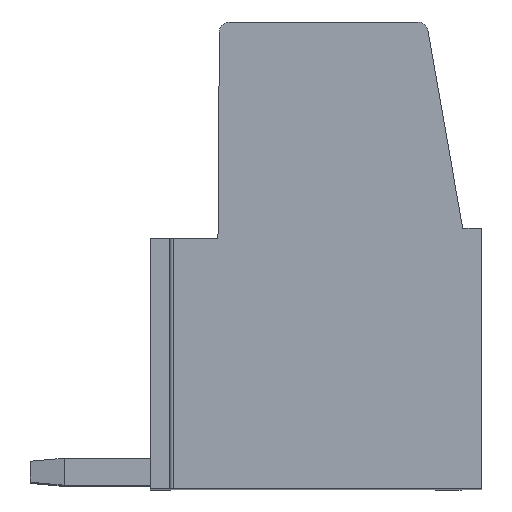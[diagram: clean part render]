
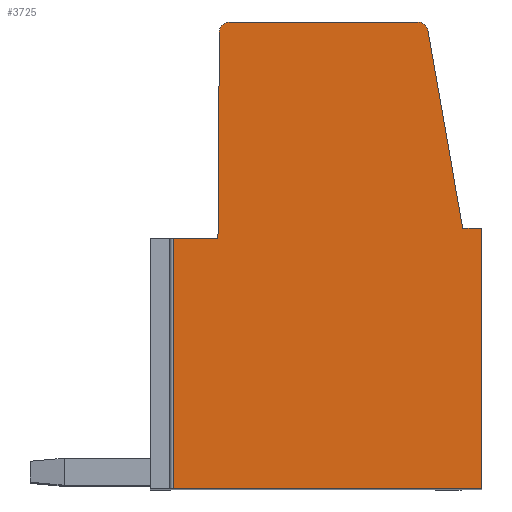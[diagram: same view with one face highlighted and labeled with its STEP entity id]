
A CAD part, top view. The second image highlights one B-rep face of the part: STEP entity #3725.
In plain terms, the highlighted planar face has unit normal (0, 0, 1).
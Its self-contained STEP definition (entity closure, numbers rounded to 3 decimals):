
#715=DIRECTION('',(0.,1.,0.));
#716=VECTOR('',#715,7.4);
#717=CARTESIAN_POINT('',(-4.225,-7.4,2.5));
#718=LINE('',#717,#716);
#719=DIRECTION('',(-1.,0.,0.));
#720=VECTOR('',#719,1.325);
#721=CARTESIAN_POINT('',(-2.9,0.,2.5));
#722=LINE('',#721,#720);
#723=DIRECTION('',(-0.007,-1.,0.));
#724=VECTOR('',#723,6.1);
#725=CARTESIAN_POINT('',(-2.859,6.1,2.5));
#726=LINE('',#725,#724);
#727=CARTESIAN_POINT('',(-2.557,6.098,2.5));
#728=DIRECTION('',(0.,0.,1.));
#729=DIRECTION('',(0.,1.,0.));
#730=AXIS2_PLACEMENT_3D('',#727,#728,#729);
#732=DIRECTION('',(-1.,0.,0.));
#733=VECTOR('',#732,5.57);
#734=CARTESIAN_POINT('',(3.013,6.4,2.5));
#735=LINE('',#734,#733);
#736=CARTESIAN_POINT('',(3.013,6.098,2.5));
#737=DIRECTION('',(0.,0.,1.));
#738=DIRECTION('',(0.985,0.173,0.));
#739=AXIS2_PLACEMENT_3D('',#736,#737,#738);
#741=DIRECTION('',(-0.173,0.985,0.));
#742=VECTOR('',#741,5.94);
#743=CARTESIAN_POINT('',(4.34,0.3,2.5));
#744=LINE('',#743,#742);
#745=DIRECTION('',(-1.,0.,0.));
#746=VECTOR('',#745,0.56);
#747=CARTESIAN_POINT('',(4.9,0.3,2.5));
#748=LINE('',#747,#746);
#749=DIRECTION('',(0.,1.,0.));
#750=VECTOR('',#749,7.7);
#751=CARTESIAN_POINT('',(4.9,-7.4,2.5));
#752=LINE('',#751,#750);
#753=DIRECTION('',(1.,0.,0.));
#754=VECTOR('',#753,9.125);
#755=CARTESIAN_POINT('',(-4.225,-7.4,2.5));
#756=LINE('',#755,#754);
#2163=CARTESIAN_POINT('',(4.9,-7.4,2.5));
#2164=CARTESIAN_POINT('',(4.9,0.3,2.5));
#2165=VERTEX_POINT('',#2163);
#2166=VERTEX_POINT('',#2164);
#2167=CARTESIAN_POINT('',(4.34,0.3,2.5));
#2168=VERTEX_POINT('',#2167);
#2169=CARTESIAN_POINT('',(3.311,6.15,2.5));
#2170=VERTEX_POINT('',#2169);
#2171=CARTESIAN_POINT('',(3.013,6.4,2.5));
#2172=VERTEX_POINT('',#2171);
#2173=CARTESIAN_POINT('',(-2.557,6.4,2.5));
#2174=VERTEX_POINT('',#2173);
#2175=CARTESIAN_POINT('',(-2.859,6.1,2.5));
#2176=VERTEX_POINT('',#2175);
#2177=CARTESIAN_POINT('',(-2.9,0.,2.5));
#2178=VERTEX_POINT('',#2177);
#2223=CARTESIAN_POINT('',(-4.225,-7.4,2.5));
#2224=CARTESIAN_POINT('',(-4.225,0.,2.5));
#2225=VERTEX_POINT('',#2223);
#2226=VERTEX_POINT('',#2224);
#3701=CARTESIAN_POINT('',(0.,0.,2.5));
#3702=DIRECTION('',(0.,0.,1.));
#3703=DIRECTION('',(1.,0.,0.));
#3704=AXIS2_PLACEMENT_3D('',#3701,#3702,#3703);
#3705=PLANE('',#3704);
#3706=ORIENTED_EDGE('',*,*,#3693,.T.);
#3707=ORIENTED_EDGE('',*,*,#2812,.F.);
#3709=ORIENTED_EDGE('',*,*,#3708,.F.);
#3711=ORIENTED_EDGE('',*,*,#3710,.F.);
#3713=ORIENTED_EDGE('',*,*,#3712,.F.);
#3715=ORIENTED_EDGE('',*,*,#3714,.F.);
#3717=ORIENTED_EDGE('',*,*,#3716,.F.);
#3719=ORIENTED_EDGE('',*,*,#3718,.F.);
#3721=ORIENTED_EDGE('',*,*,#3720,.F.);
#3722=ORIENTED_EDGE('',*,*,#2900,.F.);
#3723=EDGE_LOOP('',(#3706,#3707,#3709,#3711,#3713,#3715,#3717,#3719,#3721,
#3722));
#3724=FACE_OUTER_BOUND('',#3723,.F.);
#731=CIRCLE('',#730,0.302);
#740=CIRCLE('',#739,0.302);
#2812=EDGE_CURVE('',#2178,#2226,#722,.T.);
#2900=EDGE_CURVE('',#2225,#2165,#756,.T.);
#3693=EDGE_CURVE('',#2225,#2226,#718,.T.);
#3708=EDGE_CURVE('',#2176,#2178,#726,.T.);
#3710=EDGE_CURVE('',#2174,#2176,#731,.T.);
#3712=EDGE_CURVE('',#2172,#2174,#735,.T.);
#3714=EDGE_CURVE('',#2170,#2172,#740,.T.);
#3716=EDGE_CURVE('',#2168,#2170,#744,.T.);
#3718=EDGE_CURVE('',#2166,#2168,#748,.T.);
#3720=EDGE_CURVE('',#2165,#2166,#752,.T.);
#3725=ADVANCED_FACE('',(#3724),#3705,.T.);
